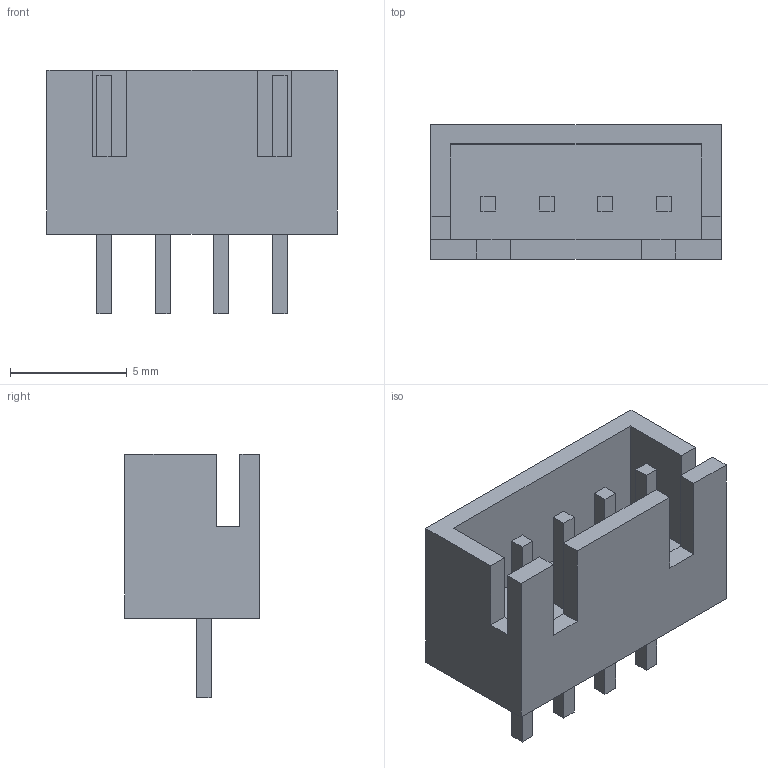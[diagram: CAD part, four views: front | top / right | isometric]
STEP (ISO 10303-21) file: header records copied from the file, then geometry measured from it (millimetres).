
FILE_DESCRIPTION(/* description */ (''),/* implementation_level */ '2;1');
FILE_NAME(/* name */ 'b97cb83a-6ff1-4353-9f69-072cb9ecb1a0.stp',/* time_stamp */ '2022-11-22T10:51:39Z',/* author */ (''),/* organization */ (''),/* preprocessor_version */ 'ST-DEVELOPER v19.2',/* originating_system */ 'Autodesk Translation Framework v11.17.0.187',/* authorisation */ '');
FILE_SCHEMA (('AUTOMOTIVE_DESIGN { 1 0 10303 214 3 1 1 }'));
Length unit declared in the file: millimetre
Products named in the file (2): B4B-XH-A; B4B-XH-A_1
Assembly tree (1 placements, depth 2):
  B4B-XH-A
    B4B-XH-A_1
Bounding box: 12.4 x 5.75 x 10.4 mm (x, y, z)
Volume: 291.7 mm3; surface area: 605.6 mm2
Topology: 1 solids, 1 shells, 64 faces, 162 edges, 108 vertices
Faces by surface type: plane 64
Entity records: 1993 total; most frequent: CARTESIAN_POINT 337, ORIENTED_EDGE 324, DIRECTION 296, LINE 162, VECTOR 162, EDGE_CURVE 162, VERTEX_POINT 108, EDGE_LOOP 72
